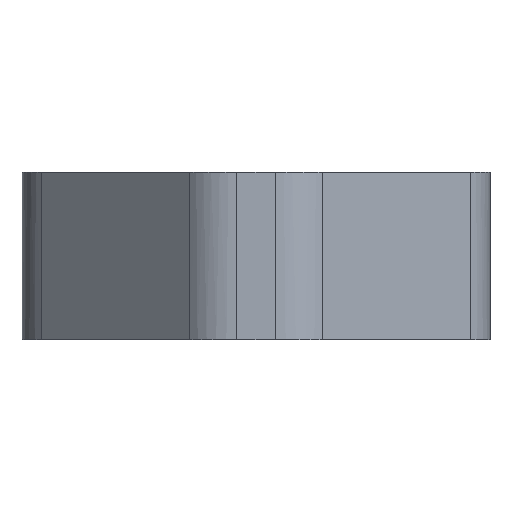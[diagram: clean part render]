
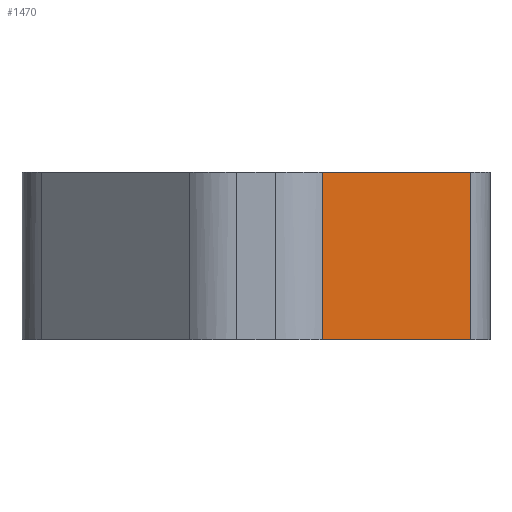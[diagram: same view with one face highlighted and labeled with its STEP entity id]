
A CAD part, front view. The second image highlights one B-rep face of the part: STEP entity #1470.
In plain terms, the highlighted planar face has unit normal (0.707, -0.707, 0).
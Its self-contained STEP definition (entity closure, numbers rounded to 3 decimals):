
#246=DIRECTION('',(-0.707,-0.707,0.));
#247=VECTOR('',#246,15.657);
#248=CARTESIAN_POINT('',(16.036,-18.964,0.));
#249=LINE('',#248,#247);
#320=DIRECTION('',(0.,0.,-1.));
#321=VECTOR('',#320,12.5);
#322=CARTESIAN_POINT('',(16.036,-18.964,12.5));
#323=LINE('',#322,#321);
#335=DIRECTION('',(0.707,0.707,0.));
#336=VECTOR('',#335,15.657);
#337=CARTESIAN_POINT('',(4.964,-30.036,12.5));
#338=LINE('',#337,#336);
#547=DIRECTION('',(0.,0.,1.));
#548=VECTOR('',#547,12.5);
#549=CARTESIAN_POINT('',(4.964,-30.036,0.));
#550=LINE('',#549,#548);
#1035=CARTESIAN_POINT('',(16.036,-18.964,12.5));
#1037=VERTEX_POINT('',#1035);
#1043=CARTESIAN_POINT('',(16.036,-18.964,0.));
#1044=VERTEX_POINT('',#1043);
#1047=CARTESIAN_POINT('',(4.964,-30.036,12.5));
#1048=VERTEX_POINT('',#1047);
#1049=CARTESIAN_POINT('',(4.964,-30.036,0.));
#1050=VERTEX_POINT('',#1049);
#1458=CARTESIAN_POINT('',(3.5,-31.5,0.));
#1459=DIRECTION('',(0.707,-0.707,0.));
#1460=DIRECTION('',(0.707,0.707,0.));
#1461=AXIS2_PLACEMENT_3D('',#1458,#1459,#1460);
#1462=PLANE('',#1461);
#1463=ORIENTED_EDGE('',*,*,#1373,.T.);
#1464=ORIENTED_EDGE('',*,*,#1266,.T.);
#1466=ORIENTED_EDGE('',*,*,#1465,.T.);
#1467=ORIENTED_EDGE('',*,*,#1386,.T.);
#1468=EDGE_LOOP('',(#1463,#1464,#1466,#1467));
#1469=FACE_OUTER_BOUND('',#1468,.F.);
#1266=EDGE_CURVE('',#1044,#1050,#249,.T.);
#1373=EDGE_CURVE('',#1037,#1044,#323,.T.);
#1386=EDGE_CURVE('',#1048,#1037,#338,.T.);
#1465=EDGE_CURVE('',#1050,#1048,#550,.T.);
#1470=ADVANCED_FACE('',(#1469),#1462,.T.);
